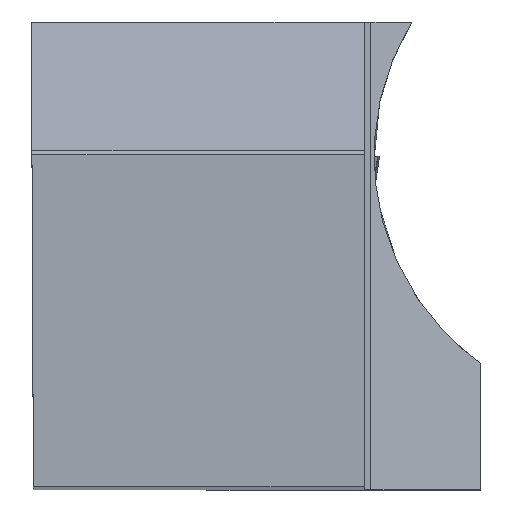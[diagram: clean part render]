
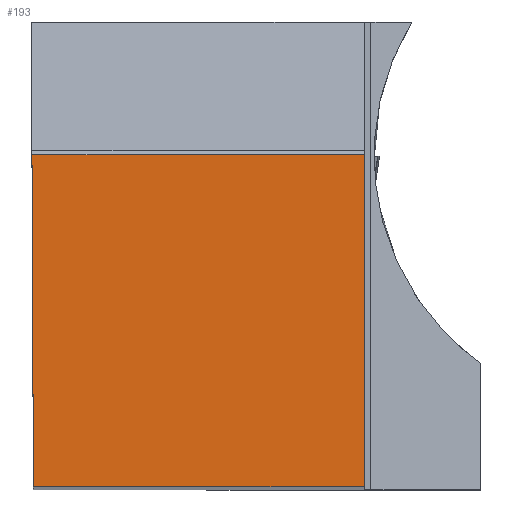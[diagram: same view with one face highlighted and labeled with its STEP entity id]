
A CAD part, top view. The second image highlights one B-rep face of the part: STEP entity #193.
In plain terms, the highlighted planar face has unit normal (0, 0, 1).
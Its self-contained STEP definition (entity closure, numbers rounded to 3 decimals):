
#193=ADVANCED_FACE('BLANK_BOXF006',(#298),#235,.F.);
#235=PLANE('',#1517);
#298=FACE_OUTER_BOUND('',#367,.T.);
#367=EDGE_LOOP('',(#701,#702,#703,#704));
#701=ORIENTED_EDGE('',*,*,#1091,.T.);
#702=ORIENTED_EDGE('',*,*,#1092,.T.);
#703=ORIENTED_EDGE('',*,*,#1087,.T.);
#704=ORIENTED_EDGE('',*,*,#1082,.T.);
#909=VERTEX_POINT('',#3171);
#910=VERTEX_POINT('',#3173);
#912=VERTEX_POINT('',#3182);
#915=VERTEX_POINT('',#3190);
#1082=EDGE_CURVE('',#910,#909,#1189,.T.);
#1087=EDGE_CURVE('',#912,#910,#1194,.T.);
#1091=EDGE_CURVE('',#909,#915,#1198,.T.);
#1092=EDGE_CURVE('',#915,#912,#1199,.T.);
#1189=LINE('',#3172,#1304);
#1194=LINE('',#3181,#1309);
#1198=LINE('',#3189,#1313);
#1199=LINE('',#3191,#1314);
#1304=VECTOR('',#1749,1.);
#1309=VECTOR('',#1758,1.);
#1313=VECTOR('',#1764,1.);
#1314=VECTOR('',#1765,1.);
#1517=AXIS2_PLACEMENT_3D('',#3192,#1766,#1767);
#1749=DIRECTION('',(1.,0.,0.));
#1758=DIRECTION('',(0.004,-1.,0.));
#1764=DIRECTION('',(0.,1.,0.));
#1765=DIRECTION('',(-1.,0.,0.));
#1766=DIRECTION('',(0.,0.,-1.));
#1767=DIRECTION('',(0.,-1.,0.));
#3171=CARTESIAN_POINT('',(24.875,0.,0.));
#3172=CARTESIAN_POINT('',(-150.45,0.,0.));
#3173=CARTESIAN_POINT('',(0.109,0.,0.));
#3181=CARTESIAN_POINT('',(-0.548,150.449,0.));
#3182=CARTESIAN_POINT('',(0.,24.875,0.));
#3189=CARTESIAN_POINT('',(24.875,-150.45,0.));
#3190=CARTESIAN_POINT('',(24.875,24.875,0.));
#3191=CARTESIAN_POINT('',(150.45,24.875,0.));
#3192=CARTESIAN_POINT('',(33.589,-5.,0.));
